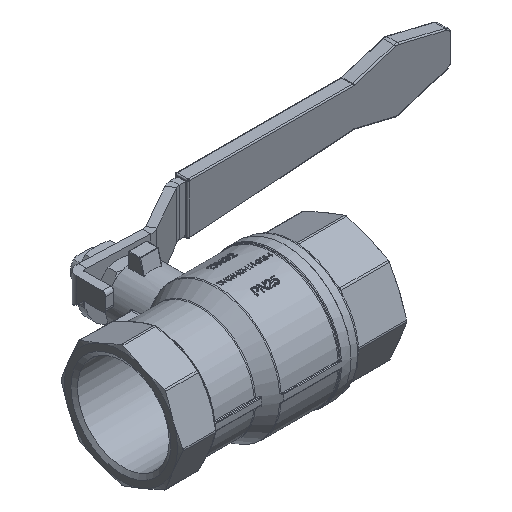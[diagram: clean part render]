
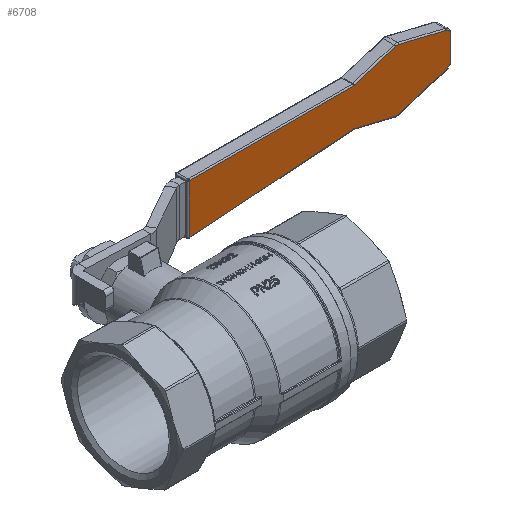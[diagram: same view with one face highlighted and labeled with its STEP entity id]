
A CAD part, isometric view. The second image highlights one B-rep face of the part: STEP entity #6708.
In plain terms, the highlighted planar face has unit normal (0.035, -0.999, 0).
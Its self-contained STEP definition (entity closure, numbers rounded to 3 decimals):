
#215 = CARTESIAN_POINT ( 'NONE',  ( 133.281, 64.665, -12.842 ) ) ;
#288 = EDGE_CURVE ( 'NONE', #3682, #4938, #7543, .T. ) ;
#528 = LINE ( 'NONE', #21866, #34247 ) ;
#765 = DIRECTION ( 'NONE',  ( 0.793, 0.028, 0.609 ) ) ;
#1420 = CARTESIAN_POINT ( 'NONE',  ( 35.854, 61.262, 10.692 ) ) ;
#1745 = CIRCLE ( 'NONE', #6910, 2.509 ) ;
#2825 = CIRCLE ( 'NONE', #21492, 1.507 ) ;
#2835 = EDGE_CURVE ( 'NONE', #31842, #23344, #24233, .T. ) ;
#2965 = ORIENTED_EDGE ( 'NONE', *, *, #32670, .F. ) ;
#3280 = EDGE_CURVE ( 'NONE', #38103, #18346, #35718, .T. ) ;
#3519 = DIRECTION ( 'NONE',  ( 0.965, 0.034, 0.259 ) ) ;
#3682 = VERTEX_POINT ( 'NONE', #36282 ) ;
#4938 = VERTEX_POINT ( 'NONE', #28557 ) ;
#5044 = DIRECTION ( 'NONE',  ( -0.035, 0.999, 0. ) ) ;
#5203 = DIRECTION ( 'NONE',  ( 0.113, 0.004, -0.994 ) ) ;
#5206 = LINE ( 'NONE', #17463, #36752 ) ;
#5890 = DIRECTION ( 'NONE',  ( -0.035, 0.999, 0. ) ) ;
#6340 = EDGE_CURVE ( 'NONE', #8278, #31321, #5206, .T. ) ;
#6708 = ADVANCED_FACE ( 'NONE', ( #30270 ), #12574, .F. ) ;
#6910 = AXIS2_PLACEMENT_3D ( 'NONE', #28318, #36987, #765 ) ;
#7428 = VERTEX_POINT ( 'NONE', #16464 ) ;
#7491 = DIRECTION ( 'NONE',  ( 0., 0., 1. ) ) ;
#7543 = CIRCLE ( 'NONE', #22957, 2.509 ) ;
#7906 = LINE ( 'NONE', #20158, #26943 ) ;
#8123 = CARTESIAN_POINT ( 'NONE',  ( 111.404, 63.901, 19.071 ) ) ;
#8139 = CARTESIAN_POINT ( 'NONE',  ( 115.13, 64.031, -7.977 ) ) ;
#8278 = VERTEX_POINT ( 'NONE', #215 ) ;
#8461 = VERTEX_POINT ( 'NONE', #32984 ) ;
#8528 = ORIENTED_EDGE ( 'NONE', *, *, #30639, .F. ) ;
#9591 = VECTOR ( 'NONE', #23665, 1000. ) ;
#9674 = ORIENTED_EDGE ( 'NONE', *, *, #6340, .F. ) ;
#9973 = CARTESIAN_POINT ( 'NONE',  ( 96.723, 63.388, 3.056 ) ) ;
#10297 = DIRECTION ( 'NONE',  ( 0.999, 0.035, -0.035 ) ) ;
#10742 = EDGE_CURVE ( 'NONE', #35579, #34566, #23357, .T. ) ;
#11016 = VECTOR ( 'NONE', #11336, 1000. ) ;
#11145 = ORIENTED_EDGE ( 'NONE', *, *, #2835, .F. ) ;
#11180 = CARTESIAN_POINT ( 'NONE',  ( 154.907, 65.42, -4.793 ) ) ;
#11336 = DIRECTION ( 'NONE',  ( 0.965, 0.034, -0.259 ) ) ;
#12574 = PLANE ( 'NONE',  #21894 ) ;
#13042 = ORIENTED_EDGE ( 'NONE', *, *, #32138, .F. ) ;
#13758 = CIRCLE ( 'NONE', #25956, 2.507 ) ;
#13785 = VECTOR ( 'NONE', #30774, 1000. ) ;
#14602 = DIRECTION ( 'NONE',  ( -0.035, 0.999, 0. ) ) ;
#15076 = ORIENTED_EDGE ( 'NONE', *, *, #28032, .F. ) ;
#15313 = LINE ( 'NONE', #21937, #13785 ) ;
#16464 = CARTESIAN_POINT ( 'NONE',  ( 155.555, 65.442, 7.237 ) ) ;
#17463 = CARTESIAN_POINT ( 'NONE',  ( 87.938, 63.081, -0.688 ) ) ;
#17816 = CARTESIAN_POINT ( 'NONE',  ( 35.686, 61.257, -10.692 ) ) ;
#18346 = VERTEX_POINT ( 'NONE', #38080 ) ;
#18859 = AXIS2_PLACEMENT_3D ( 'NONE', #20502, #35780, #5203 ) ;
#19247 = DIRECTION ( 'NONE',  ( -0.965, -0.034, -0.259 ) ) ;
#19464 = VERTEX_POINT ( 'NONE', #33135 ) ;
#20158 = CARTESIAN_POINT ( 'NONE',  ( 42.484, 61.494, -0.578 ) ) ;
#20502 = CARTESIAN_POINT ( 'NONE',  ( 114.74, 64.017, 9.448 ) ) ;
#20529 = ORIENTED_EDGE ( 'NONE', *, *, #29572, .F. ) ;
#21167 = CARTESIAN_POINT ( 'NONE',  ( 114.687, 64.015, 7.942 ) ) ;
#21492 = AXIS2_PLACEMENT_3D ( 'NONE', #39782, #37361, #28094 ) ;
#21866 = CARTESIAN_POINT ( 'NONE',  ( 100.627, 63.524, -21.947 ) ) ;
#21894 = AXIS2_PLACEMENT_3D ( 'NONE', #27280, #33112, #39348 ) ;
#21937 = CARTESIAN_POINT ( 'NONE',  ( 157.414, 65.507, -2.971 ) ) ;
#22309 = VECTOR ( 'NONE', #10297, 1000. ) ;
#22559 = ORIENTED_EDGE ( 'NONE', *, *, #288, .F. ) ;
#22957 = AXIS2_PLACEMENT_3D ( 'NONE', #11180, #14602, #26457 ) ;
#23344 = VERTEX_POINT ( 'NONE', #38523 ) ;
#23357 = CIRCLE ( 'NONE', #18859, 1.507 ) ;
#23665 = DIRECTION ( 'NONE',  ( -0.999, -0.035, -0.035 ) ) ;
#23803 = CARTESIAN_POINT ( 'NONE',  ( 133.929, 64.687, -10.421 ) ) ;
#24233 = CIRCLE ( 'NONE', #24864, 2.507 ) ;
#24864 = AXIS2_PLACEMENT_3D ( 'NONE', #35031, #5044, #7491 ) ;
#25956 = AXIS2_PLACEMENT_3D ( 'NONE', #23803, #5890, #27408 ) ;
#26022 = LINE ( 'NONE', #8123, #11016 ) ;
#26043 = ORIENTED_EDGE ( 'NONE', *, *, #10742, .F. ) ;
#26151 = CARTESIAN_POINT ( 'NONE',  ( 114.688, 64.015, -7.927 ) ) ;
#26180 = EDGE_LOOP ( 'NONE', ( #28714, #36926, #27502, #13042, #9674, #8528, #20529, #22559, #2965, #37300, #34028, #11145, #15076, #26043 ) ) ;
#26457 = DIRECTION ( 'NONE',  ( 0.793, 0.028, -0.609 ) ) ;
#26943 = VECTOR ( 'NONE', #29000, 1000. ) ;
#27110 = VECTOR ( 'NONE', #3519, 1000. ) ;
#27280 = CARTESIAN_POINT ( 'NONE',  ( 58.668, 62.059, -1.157 ) ) ;
#27408 = DIRECTION ( 'NONE',  ( 0., 0., -1. ) ) ;
#27502 = ORIENTED_EDGE ( 'NONE', *, *, #3280, .F. ) ;
#28032 = EDGE_CURVE ( 'NONE', #34566, #31842, #31278, .T. ) ;
#28094 = DIRECTION ( 'NONE',  ( 0.113, 0.004, 0.994 ) ) ;
#28318 = CARTESIAN_POINT ( 'NONE',  ( 154.906, 65.42, 4.813 ) ) ;
#28557 = CARTESIAN_POINT ( 'NONE',  ( 155.556, 65.442, -7.216 ) ) ;
#28714 = ORIENTED_EDGE ( 'NONE', *, *, #36461, .F. ) ;
#28826 = CARTESIAN_POINT ( 'NONE',  ( 115.129, 64.031, 7.993 ) ) ;
#29000 = DIRECTION ( 'NONE',  ( 0., 0., 1. ) ) ;
#29170 = LINE ( 'NONE', #1420, #22309 ) ;
#29572 = EDGE_CURVE ( 'NONE', #4938, #19464, #528, .T. ) ;
#30270 = FACE_OUTER_BOUND ( 'NONE', #26180, .T. ) ;
#30639 = EDGE_CURVE ( 'NONE', #19464, #8278, #13758, .T. ) ;
#30774 = DIRECTION ( 'NONE',  ( 0., 0., -1. ) ) ;
#31149 = CARTESIAN_POINT ( 'NONE',  ( 42.483, 61.494, 10.46 ) ) ;
#31278 = LINE ( 'NONE', #9973, #27110 ) ;
#31321 = VERTEX_POINT ( 'NONE', #8139 ) ;
#31842 = VERTEX_POINT ( 'NONE', #33979 ) ;
#32138 = EDGE_CURVE ( 'NONE', #31321, #38103, #2825, .T. ) ;
#32670 = EDGE_CURVE ( 'NONE', #8461, #3682, #15313, .T. ) ;
#32984 = CARTESIAN_POINT ( 'NONE',  ( 157.414, 65.507, 4.814 ) ) ;
#33112 = DIRECTION ( 'NONE',  ( -0.035, 0.999, 0. ) ) ;
#33135 = CARTESIAN_POINT ( 'NONE',  ( 134.578, 64.71, -12.842 ) ) ;
#33979 = CARTESIAN_POINT ( 'NONE',  ( 133.279, 64.665, 12.86 ) ) ;
#34028 = ORIENTED_EDGE ( 'NONE', *, *, #34736, .F. ) ;
#34247 = VECTOR ( 'NONE', #19247, 1000. ) ;
#34566 = VERTEX_POINT ( 'NONE', #28826 ) ;
#34736 = EDGE_CURVE ( 'NONE', #23344, #7428, #26022, .T. ) ;
#35031 = CARTESIAN_POINT ( 'NONE',  ( 133.928, 64.687, 10.439 ) ) ;
#35579 = VERTEX_POINT ( 'NONE', #21167 ) ;
#35718 = LINE ( 'NONE', #17816, #9591 ) ;
#35780 = DIRECTION ( 'NONE',  ( 0.035, -0.999, 0. ) ) ;
#35972 = DIRECTION ( 'NONE',  ( -0.965, -0.034, 0.259 ) ) ;
#36282 = CARTESIAN_POINT ( 'NONE',  ( 157.414, 65.507, -4.792 ) ) ;
#36461 = EDGE_CURVE ( 'NONE', #36621, #35579, #29170, .T. ) ;
#36621 = VERTEX_POINT ( 'NONE', #31149 ) ;
#36684 = EDGE_CURVE ( 'NONE', #7428, #8461, #1745, .T. ) ;
#36752 = VECTOR ( 'NONE', #35972, 1000. ) ;
#36926 = ORIENTED_EDGE ( 'NONE', *, *, #38472, .F. ) ;
#36987 = DIRECTION ( 'NONE',  ( -0.035, 0.999, 0. ) ) ;
#37300 = ORIENTED_EDGE ( 'NONE', *, *, #36684, .F. ) ;
#37361 = DIRECTION ( 'NONE',  ( 0.035, -0.999, 0. ) ) ;
#38080 = CARTESIAN_POINT ( 'NONE',  ( 42.485, 61.494, -10.454 ) ) ;
#38103 = VERTEX_POINT ( 'NONE', #26151 ) ;
#38472 = EDGE_CURVE ( 'NONE', #18346, #36621, #7906, .T. ) ;
#38523 = CARTESIAN_POINT ( 'NONE',  ( 134.576, 64.71, 12.86 ) ) ;
#39348 = DIRECTION ( 'NONE',  ( 0., 0., 1. ) ) ;
#39782 = CARTESIAN_POINT ( 'NONE',  ( 114.741, 64.017, -9.432 ) ) ;
